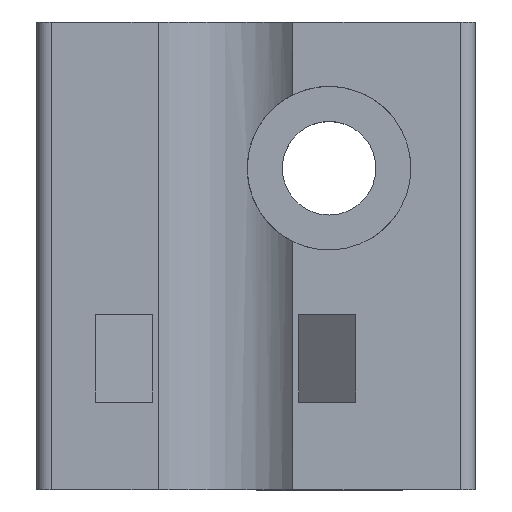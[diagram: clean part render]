
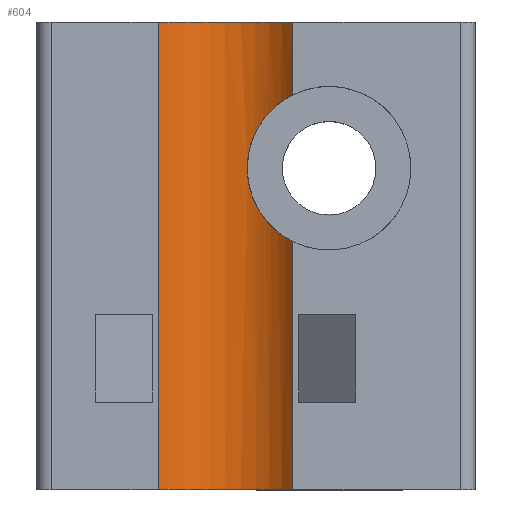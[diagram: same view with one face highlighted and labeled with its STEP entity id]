
A CAD part, top view. The second image highlights one B-rep face of the part: STEP entity #604.
In plain terms, the highlighted cylindrical face has radius 3 mm (diameter 6 mm), a partial arc.
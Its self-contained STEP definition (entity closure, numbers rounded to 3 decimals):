
#20=B_SPLINE_CURVE_WITH_KNOTS('',3,(#921,#922,#923,#924,#925,#926,#927,
#928,#929,#930,#931,#932,#933,#934,#935,#936,#937,#938,#939,#940,#941,#942),
 .UNSPECIFIED.,.F.,.F.,(4,2,2,2,2,2,2,2,2,2,4),(1.255,1.29,
1.341,1.392,1.484,1.576,1.668,
1.76,1.811,1.863,1.897),
 .UNSPECIFIED.);
#56=FACE_OUTER_BOUND('',#87,.T.);
#87=EDGE_LOOP('',(#469,#470,#471,#472,#473,#474));
#135=LINE('',#952,#206);
#136=LINE('',#955,#207);
#137=LINE('',#956,#208);
#206=VECTOR('',#763,10.);
#207=VECTOR('',#766,10.);
#208=VECTOR('',#767,10.);
#254=CIRCLE('',#642,3.);
#265=CIRCLE('',#663,3.);
#276=VERTEX_POINT('',#869);
#277=VERTEX_POINT('',#871);
#293=VERTEX_POINT('',#919);
#294=VERTEX_POINT('',#920);
#297=VERTEX_POINT('',#951);
#298=VERTEX_POINT('',#953);
#336=EDGE_CURVE('',#276,#277,#254,.T.);
#360=EDGE_CURVE('',#293,#294,#20,.T.);
#365=EDGE_CURVE('',#294,#297,#135,.T.);
#366=EDGE_CURVE('',#298,#297,#265,.T.);
#367=EDGE_CURVE('',#277,#298,#136,.T.);
#368=EDGE_CURVE('',#276,#293,#137,.T.);
#469=ORIENTED_EDGE('',*,*,#360,.T.);
#470=ORIENTED_EDGE('',*,*,#365,.T.);
#471=ORIENTED_EDGE('',*,*,#366,.F.);
#472=ORIENTED_EDGE('',*,*,#367,.F.);
#473=ORIENTED_EDGE('',*,*,#336,.F.);
#474=ORIENTED_EDGE('',*,*,#368,.T.);
#591=CYLINDRICAL_SURFACE('',#662,3.);
#604=ADVANCED_FACE('',(#56),#591,.F.);
#642=AXIS2_PLACEMENT_3D('',#872,#704,#705);
#662=AXIS2_PLACEMENT_3D('',#950,#761,#762);
#663=AXIS2_PLACEMENT_3D('',#954,#764,#765);
#704=DIRECTION('center_axis',(0.,1.,0.));
#705=DIRECTION('ref_axis',(0.767,0.,-0.642));
#761=DIRECTION('center_axis',(0.,1.,0.));
#762=DIRECTION('ref_axis',(0.767,0.,-0.642));
#763=DIRECTION('',(0.,1.,0.));
#764=DIRECTION('center_axis',(0.,-1.,0.));
#765=DIRECTION('ref_axis',(0.767,0.,-0.642));
#766=DIRECTION('',(0.,1.,0.));
#767=DIRECTION('',(0.,1.,0.));
#869=CARTESIAN_POINT('',(8.756,0.,3.));
#871=CARTESIAN_POINT('',(4.156,0.,3.));
#872=CARTESIAN_POINT('Origin',(6.456,0.,4.926));
#919=CARTESIAN_POINT('',(8.756,8.492,3.));
#920=CARTESIAN_POINT('',(8.756,13.508,3.));
#921=CARTESIAN_POINT('Ctrl Pts',(8.756,8.492,3.));
#922=CARTESIAN_POINT('Ctrl Pts',(8.683,8.528,2.913));
#923=CARTESIAN_POINT('Ctrl Pts',(8.607,8.569,2.833));
#924=CARTESIAN_POINT('Ctrl Pts',(8.418,8.686,2.652));
#925=CARTESIAN_POINT('Ctrl Pts',(8.291,8.776,2.548));
#926=CARTESIAN_POINT('Ctrl Pts',(8.044,8.99,2.376));
#927=CARTESIAN_POINT('Ctrl Pts',(7.923,9.115,2.307));
#928=CARTESIAN_POINT('Ctrl Pts',(7.638,9.469,2.161));
#929=CARTESIAN_POINT('Ctrl Pts',(7.473,9.751,2.102));
#930=CARTESIAN_POINT('Ctrl Pts',(7.254,10.364,2.032));
#931=CARTESIAN_POINT('Ctrl Pts',(7.2,10.693,2.02));
#932=CARTESIAN_POINT('Ctrl Pts',(7.2,11.307,2.02));
#933=CARTESIAN_POINT('Ctrl Pts',(7.254,11.636,2.032));
#934=CARTESIAN_POINT('Ctrl Pts',(7.473,12.249,2.102));
#935=CARTESIAN_POINT('Ctrl Pts',(7.638,12.531,2.161));
#936=CARTESIAN_POINT('Ctrl Pts',(7.923,12.885,2.307));
#937=CARTESIAN_POINT('Ctrl Pts',(8.044,13.01,2.376));
#938=CARTESIAN_POINT('Ctrl Pts',(8.291,13.224,2.548));
#939=CARTESIAN_POINT('Ctrl Pts',(8.418,13.314,2.652));
#940=CARTESIAN_POINT('Ctrl Pts',(8.607,13.431,2.833));
#941=CARTESIAN_POINT('Ctrl Pts',(8.683,13.472,2.913));
#942=CARTESIAN_POINT('Ctrl Pts',(8.756,13.508,3.));
#950=CARTESIAN_POINT('Origin',(6.456,0.,4.926));
#951=CARTESIAN_POINT('',(8.756,16.,3.));
#952=CARTESIAN_POINT('',(8.756,0.,3.));
#953=CARTESIAN_POINT('',(4.156,16.,3.));
#954=CARTESIAN_POINT('Origin',(6.456,16.,4.926));
#955=CARTESIAN_POINT('',(4.156,0.,3.));
#956=CARTESIAN_POINT('',(8.756,0.,3.));
